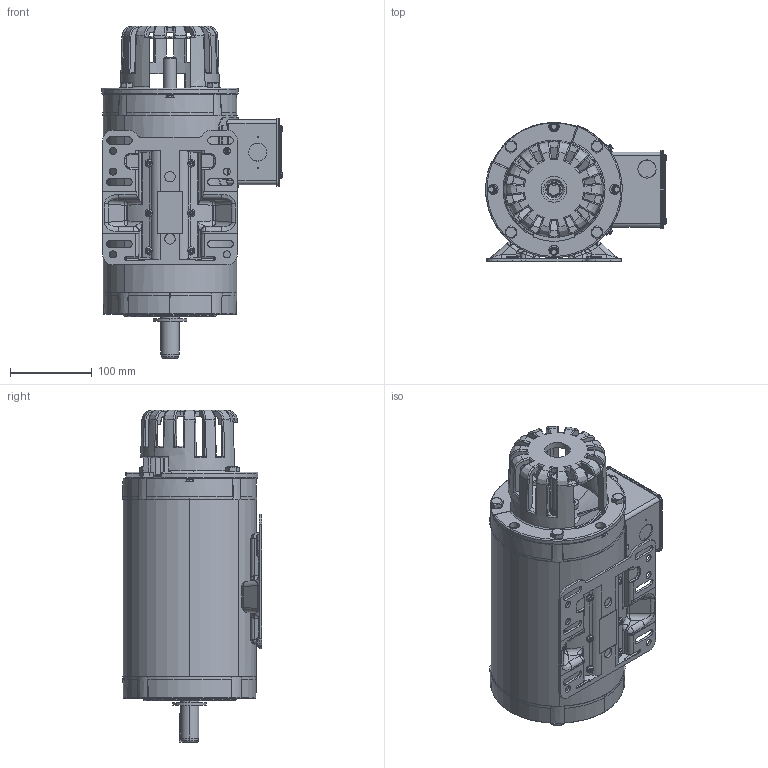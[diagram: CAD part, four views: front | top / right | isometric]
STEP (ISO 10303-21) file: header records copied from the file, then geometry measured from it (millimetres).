
FILE_DESCRIPTION (( 'STEP AP214' ), '1' );
FILE_NAME ('Y536-A772.STEP', '2022-01-11T20:30:11', ( '' ), ( '' ), 'SwSTEP 2.0', 'SolidWorks 2017', '' );
FILE_SCHEMA (( 'AUTOMOTIVE_DESIGN' ));
Length unit declared in the file: inch
Products named in the file (1): Y536-A772
Bounding box: 221.38 x 170.6 x 407.27 mm (x, y, z)
Volume: 1145128 mm3; surface area: 681214.2 mm2
Topology: 33 solids, 33 shells, 3753 faces, 10051 edges, 6342 vertices
Faces by surface type: plane 1223, bspline 962, cylinder 917, cone 651
Entity records: 163509 total; most frequent: CARTESIAN_POINT 77398, ORIENTED_EDGE 19956, DIRECTION 15454, EDGE_CURVE 9978, VERTEX_POINT 6342, AXIS2_PLACEMENT_3D 6006, EDGE_LOOP 4016, ADVANCED_FACE 3753
